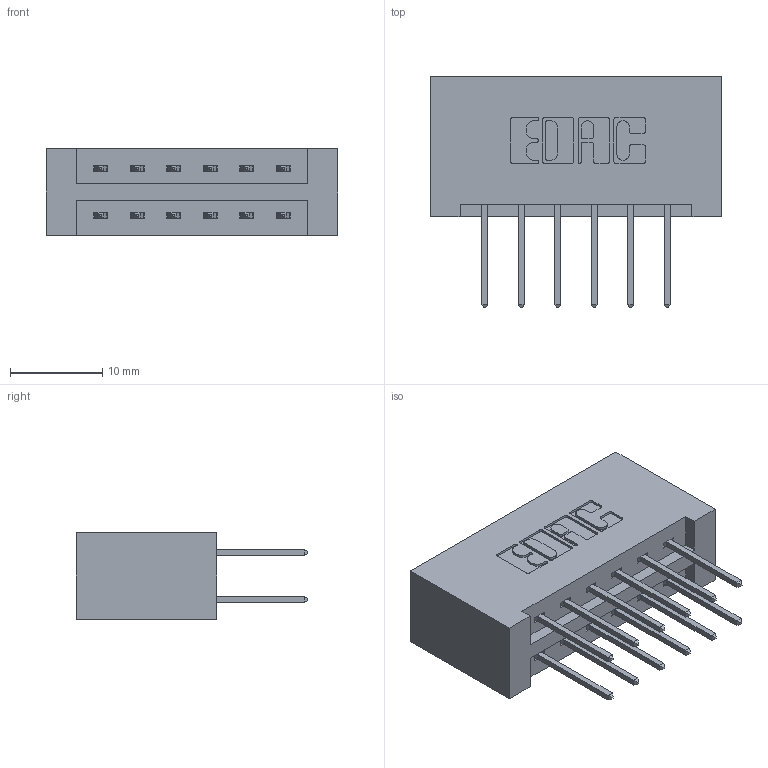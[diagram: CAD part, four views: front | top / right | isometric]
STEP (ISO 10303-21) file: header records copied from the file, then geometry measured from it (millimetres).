
FILE_DESCRIPTION (( 'STEP AP203' ), '1' );
FILE_NAME ('337-012-523-201.STEP', '2019-10-08T10:59:22', ( '' ), ( '' ), 'SwSTEP 2.0', 'SolidWorks 2016', '' );
FILE_SCHEMA (( 'CONFIG_CONTROL_DESIGN' ));
Length unit declared in the file: inch
Products named in the file (3): 345-292-001_345-293-123; 337 Part_No Mounting Lugs; 337-012-523-201
Assembly tree (13 placements, depth 2):
  337-012-523-201
    337 Part_No Mounting Lugs
    345-292-001_345-293-123  x12
Bounding box: 31.65 x 25.15 x 9.4 mm (x, y, z)
Volume: 3641.5 mm3; surface area: 3940 mm2
Topology: 13 solids, 13 shells, 754 faces, 2219 edges, 1462 vertices
Faces by surface type: plane 522, cylinder 232
Entity records: 9049 total; most frequent: CARTESIAN_POINT 1554, ORIENTED_EDGE 1490, DIRECTION 1381, EDGE_CURVE 745, VECTOR 625, LINE 625, VERTEX_POINT 494, AXIS2_PLACEMENT_3D 378
